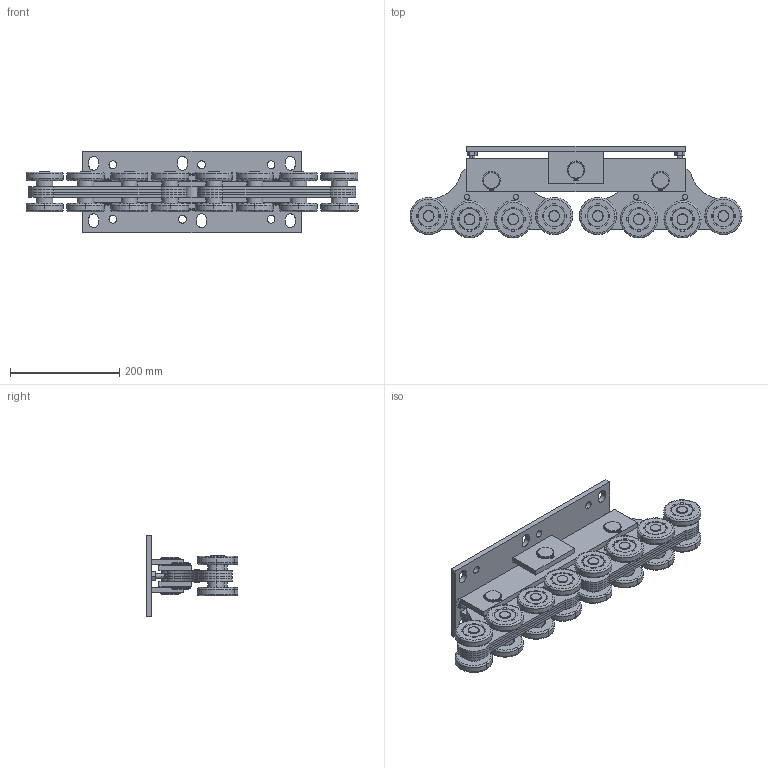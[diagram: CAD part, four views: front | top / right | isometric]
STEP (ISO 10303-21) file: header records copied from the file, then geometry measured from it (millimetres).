
FILE_DESCRIPTION (( 'STEP AP203' ), '1' );
FILE_NAME ('H_34B-8-94x85-HEAVY.STEP', '2019-11-14T07:49:47', ( '' ), ( '' ), 'SwSTEP 2.0', 'SolidWorks 2019', '' );
FILE_SCHEMA (( 'CONFIG_CONTROL_DESIGN' ));
Length unit declared in the file: millimetre
Products named in the file (32): H_34B-8-94x85-HEAVY.A1_skupina; H_34B-8-94x85-HEAVY; H_34B-8-94x85-HEAVY.A2_skupina; H-34B-8-94x85-HEAVY.P7_Assembly; H-34B-8-94x85-HEAVY.P11; H-34B-8-94x85-HEAVY.P1; H-34B-8-94x85-HEAVY.P3; H-34B-8-94x85-HEAVY.P8_Assembly; DIN 913_M10x45_A2-70; H-34B-8-94x85-HEAVY.P6; H-34B-8-94x85-HEAVY.P4; H-34B-8-94x85-HEAVY.P10_Assembly; H-34B-8-94x85-HEAVY.P5; Ring_DIN471-30_default; H-34B-8-94x85-HEAVY.P2; DIN 934_M10_MATICA M 6; H-34B-8-94x85-HEAVY.P9
Assembly tree (103 placements, depth 3):
  H_34B-8-94x85-HEAVY
    H_34B-8-94x85-HEAVY.A1_skupina
      H-34B-8-94x85-HEAVY.P1
      H-34B-8-94x85-HEAVY.P2  x2
    H-34B-8-94x85-HEAVY.P3  x2
    H-34B-8-94x85-HEAVY.P4
    H-34B-8-94x85-HEAVY.P5  x2
    H-34B-8-94x85-HEAVY.P6  x8
    H-34B-8-94x85-HEAVY.P7_Assembly  x4
    H-34B-8-94x85-HEAVY.P8_Assembly  x8
    H-34B-8-94x85-HEAVY.P9  x16
    H_34B-8-94x85-HEAVY.A2_skupina
      H-34B-8-94x85-HEAVY.P11
      H-34B-8-94x85-HEAVY.P10_Assembly
    H_34B-8-94x85-HEAVY.A2_skupina
      H-34B-8-94x85-HEAVY.P11
      H-34B-8-94x85-HEAVY.P10_Assembly
    H_34B-8-94x85-HEAVY.A2_skupina
      H-34B-8-94x85-HEAVY.P11
      H-34B-8-94x85-HEAVY.P10_Assembly
    H_34B-8-94x85-HEAVY.A2_skupina
      H-34B-8-94x85-HEAVY.P11
      H-34B-8-94x85-HEAVY.P10_Assembly
    H_34B-8-94x85-HEAVY.A2_skupina
      H-34B-8-94x85-HEAVY.P11
      H-34B-8-94x85-HEAVY.P10_Assembly
    H_34B-8-94x85-HEAVY.A2_skupina
      H-34B-8-94x85-HEAVY.P11
      H-34B-8-94x85-HEAVY.P10_Assembly
    H_34B-8-94x85-HEAVY.A2_skupina
      H-34B-8-94x85-HEAVY.P11
      H-34B-8-94x85-HEAVY.P10_Assembly
    H_34B-8-94x85-HEAVY.A2_skupina
      H-34B-8-94x85-HEAVY.P11
      H-34B-8-94x85-HEAVY.P10_Assembly
    H_34B-8-94x85-HEAVY.A2_skupina
      H-34B-8-94x85-HEAVY.P11
      H-34B-8-94x85-HEAVY.P10_Assembly
    H_34B-8-94x85-HEAVY.A2_skupina
      H-34B-8-94x85-HEAVY.P11
      H-34B-8-94x85-HEAVY.P10_Assembly
    H_34B-8-94x85-HEAVY.A2_skupina
      H-34B-8-94x85-HEAVY.P11
      H-34B-8-94x85-HEAVY.P10_Assembly
    H_34B-8-94x85-HEAVY.A2_skupina
      H-34B-8-94x85-HEAVY.P11
      H-34B-8-94x85-HEAVY.P10_Assembly
    H_34B-8-94x85-HEAVY.A2_skupina
      H-34B-8-94x85-HEAVY.P11
      H-34B-8-94x85-HEAVY.P10_Assembly
    H_34B-8-94x85-HEAVY.A2_skupina
      H-34B-8-94x85-HEAVY.P11
      H-34B-8-94x85-HEAVY.P10_Assembly
    H_34B-8-94x85-HEAVY.A2_skupina
      H-34B-8-94x85-HEAVY.P11
      H-34B-8-94x85-HEAVY.P10_Assembly
    H_34B-8-94x85-HEAVY.A2_skupina
      H-34B-8-94x85-HEAVY.P11
      H-34B-8-94x85-HEAVY.P10_Assembly
    Ring_DIN471-30_default  x6
Bounding box: 608 x 168 x 150 mm (x, y, z)
Volume: 3102390.2 mm3; surface area: 1008769 mm2
Topology: 86 solids, 86 shells, 2218 faces, 5370 edges, 3366 vertices
Faces by surface type: plane 1236, cylinder 624, cone 294, torus 64
Entity records: 15732 total; most frequent: DIRECTION 2004, CARTESIAN_POINT 1941, ORIENTED_EDGE 1584, EDGE_CURVE 792, AXIS2_PLACEMENT_3D 781, VERTEX_POINT 504, LINE 442, VECTOR 442
